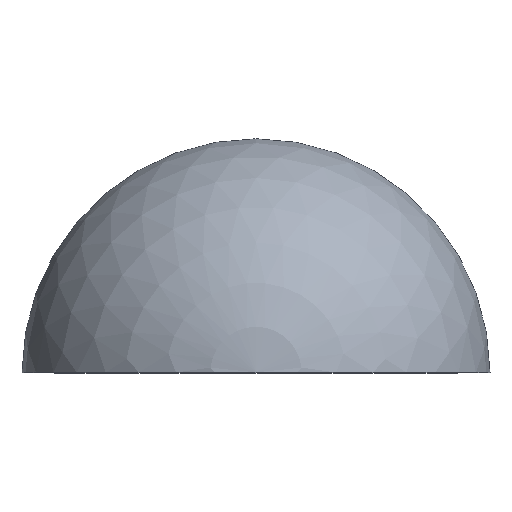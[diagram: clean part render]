
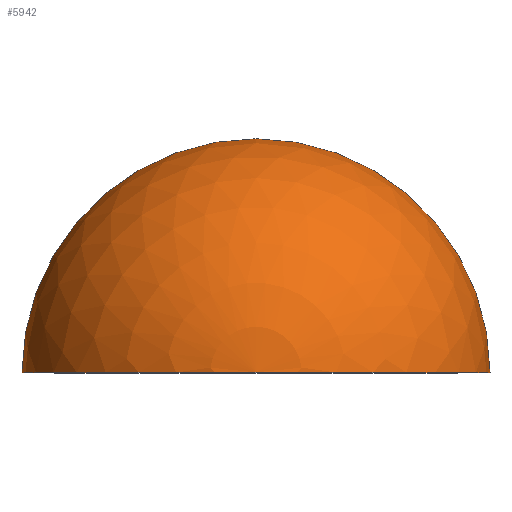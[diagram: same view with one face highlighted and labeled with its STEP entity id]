
A CAD part, top view. The second image highlights one B-rep face of the part: STEP entity #5942.
In plain terms, the highlighted spherical face has radius 21 mm.
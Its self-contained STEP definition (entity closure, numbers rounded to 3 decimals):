
#382 = CARTESIAN_POINT ( 'NONE',  ( -21., 0., 0. ) ) ;
#736 = AXIS2_PLACEMENT_3D ( 'NONE', #7063, #9479, #5301 ) ;
#802 = SPHERICAL_SURFACE ( 'NONE', #10493, 21. ) ;
#1101 = DIRECTION ( 'NONE',  ( 0., 0., 1. ) ) ;
#2110 = VERTEX_POINT ( 'NONE', #382 ) ;
#2631 = ORIENTED_EDGE ( 'NONE', *, *, #3316, .T. ) ;
#2921 = DIRECTION ( 'NONE',  ( 0., 0., -1. ) ) ;
#3032 = FACE_OUTER_BOUND ( 'NONE', #3240, .T. ) ;
#3240 = EDGE_LOOP ( 'NONE', ( #6931, #2631, #4438 ) ) ;
#3316 = EDGE_CURVE ( 'NONE', #9344, #2110, #8862, .T. ) ;
#3551 = CARTESIAN_POINT ( 'NONE',  ( 21., 0., 0. ) ) ;
#3839 = CARTESIAN_POINT ( 'NONE',  ( 0., 0., 0. ) ) ;
#4438 = ORIENTED_EDGE ( 'NONE', *, *, #10123, .F. ) ;
#5095 = VERTEX_POINT ( 'NONE', #3551 ) ;
#5301 = DIRECTION ( 'NONE',  ( 1., 0., 0. ) ) ;
#5456 = DIRECTION ( 'NONE',  ( 0., 0., -1. ) ) ;
#5615 = CIRCLE ( 'NONE', #7953, 21. ) ;
#5942 = ADVANCED_FACE ( 'NONE', ( #3032 ), #802, .T. ) ;
#6050 = DIRECTION ( 'NONE',  ( 1., 0., 0. ) ) ;
#6395 = CARTESIAN_POINT ( 'NONE',  ( 0., 0., 0. ) ) ;
#6931 = ORIENTED_EDGE ( 'NONE', *, *, #10177, .F. ) ;
#7063 = CARTESIAN_POINT ( 'NONE',  ( 0., 0., 0. ) ) ;
#7287 = CIRCLE ( 'NONE', #7750, 21. ) ;
#7750 = AXIS2_PLACEMENT_3D ( 'NONE', #6395, #5456, #7932 ) ;
#7932 = DIRECTION ( 'NONE',  ( -1., 0., 0. ) ) ;
#7953 = AXIS2_PLACEMENT_3D ( 'NONE', #3839, #9672, #2921 ) ;
#8076 = CARTESIAN_POINT ( 'NONE',  ( 0., 21., 0. ) ) ;
#8862 = CIRCLE ( 'NONE', #736, 21. ) ;
#9344 = VERTEX_POINT ( 'NONE', #8076 ) ;
#9407 = CARTESIAN_POINT ( 'NONE',  ( 0., 0., 0. ) ) ;
#9479 = DIRECTION ( 'NONE',  ( 0., 0., 1. ) ) ;
#9672 = DIRECTION ( 'NONE',  ( 0., -1., 0. ) ) ;
#10123 = EDGE_CURVE ( 'NONE', #5095, #2110, #5615, .T. ) ;
#10177 = EDGE_CURVE ( 'NONE', #9344, #5095, #7287, .T. ) ;
#10493 = AXIS2_PLACEMENT_3D ( 'NONE', #9407, #1101, #6050 ) ;
